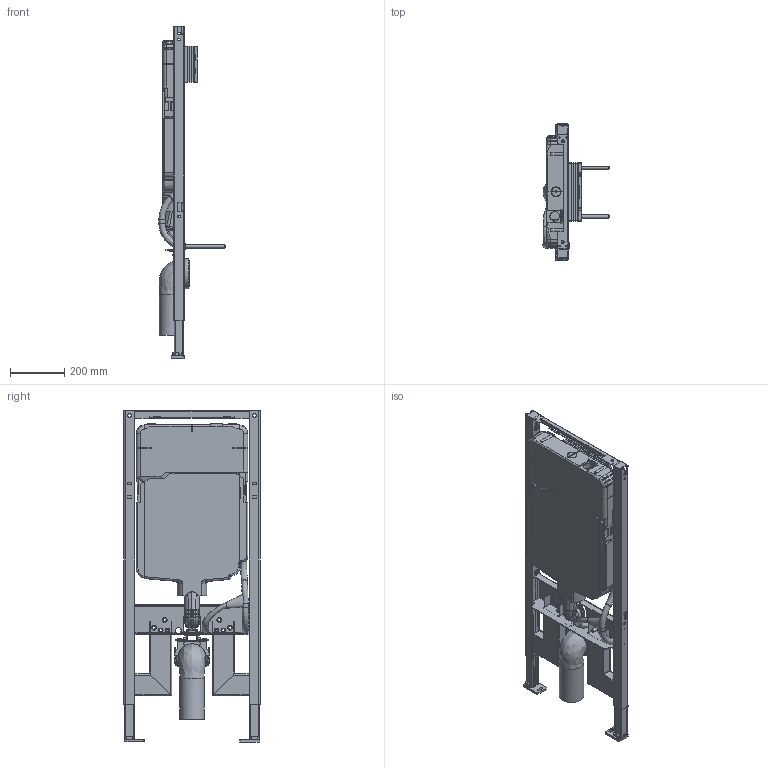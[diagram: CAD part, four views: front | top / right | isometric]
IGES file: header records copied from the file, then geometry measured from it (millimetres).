
Global section: file name: 111698; native system: Autodesk Inventor 2014; preprocessor: unknown; author: seihe2; date: 20151119.120041; units: millimetre
Bounding box: 243.6 x 500 x 1220 mm (x, y, z)
Volume: 17653116.6 mm3; surface area: 3366073.4 mm2
Topology: 25 solids, 26 shells, 2265 faces, 6106 edges, 3916 vertices
Faces by surface type: plane 1255, revolution 397, cylinder 330, bspline 276, cone 7
Full cylindrical faces by diameter (mm): 12 x2, 17.25 x8, 22 x5, 51.7 x2, 55.91 x1, 58 x1, 59 x3, 60 x1, 70 x2, 90.375 x1, 98.2 x1, 111 x1
